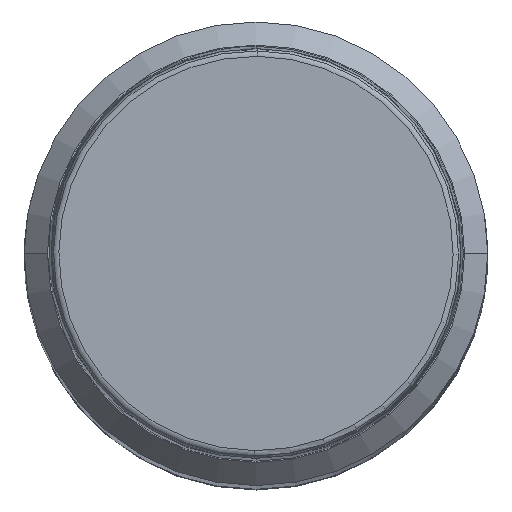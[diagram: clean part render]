
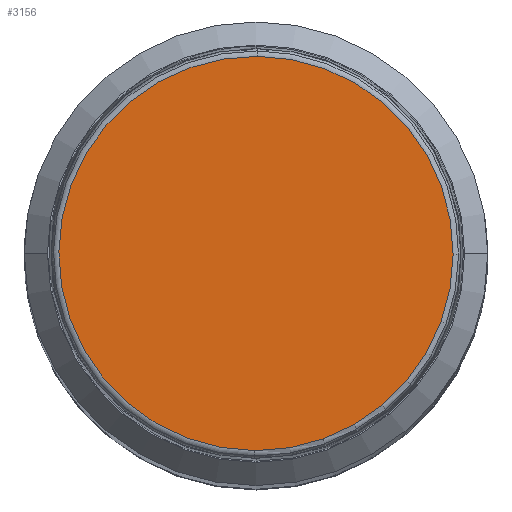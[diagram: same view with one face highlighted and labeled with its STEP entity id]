
A CAD part, top view. The second image highlights one B-rep face of the part: STEP entity #3156.
In plain terms, the highlighted face is planar.
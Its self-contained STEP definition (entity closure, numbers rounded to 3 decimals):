
#2491=CARTESIAN_POINT('',(0.,0.,-4.));
#2492=DIRECTION('',(0.,0.,-1.));
#2493=DIRECTION('',(1.,0.,0.));
#2494=AXIS2_PLACEMENT_3D('',#2491,#2492,#2493);
#2499=CARTESIAN_POINT('',(0.,0.,-4.));
#2500=DIRECTION('',(0.,0.,-1.));
#2501=DIRECTION('',(1.,0.008,0.));
#2502=AXIS2_PLACEMENT_3D('',#2499,#2500,#2501);
#2507=CARTESIAN_POINT('',(0.,0.,-4.));
#2508=DIRECTION('',(0.,0.,-1.));
#2509=DIRECTION('',(-1.,-0.008,0.));
#2510=AXIS2_PLACEMENT_3D('',#2507,#2508,#2509);
#2612=CARTESIAN_POINT('',(-5.103,-0.039,-4.));
#2614=VERTEX_POINT('',#2612);
#2618=CARTESIAN_POINT('',(5.103,0.039,-4.));
#2619=VERTEX_POINT('',#2618);
#2624=CARTESIAN_POINT('',(5.103,0.,-4.));
#2625=VERTEX_POINT('',#2624);
#3145=CARTESIAN_POINT('',(0.,0.,-4.));
#3146=DIRECTION('',(0.,0.,1.));
#3147=DIRECTION('',(1.,0.,0.));
#3148=AXIS2_PLACEMENT_3D('',#3145,#3146,#3147);
#3149=PLANE('',#3148);
#3150=ORIENTED_EDGE('',*,*,#3128,.F.);
#3151=ORIENTED_EDGE('',*,*,#3126,.F.);
#3153=ORIENTED_EDGE('',*,*,#3152,.F.);
#3154=EDGE_LOOP('',(#3150,#3151,#3153));
#3155=FACE_OUTER_BOUND('',#3154,.F.);
#3156=ADVANCED_FACE('',(#3155),#3149,.F.);
#2495=CIRCLE('',#2494,5.103);
#2503=CIRCLE('',#2502,5.103);
#2511=CIRCLE('',#2510,5.103);
#3126=EDGE_CURVE('',#2619,#2625,#2503,.T.);
#3128=EDGE_CURVE('',#2625,#2614,#2495,.T.);
#3152=EDGE_CURVE('',#2614,#2619,#2511,.T.);
